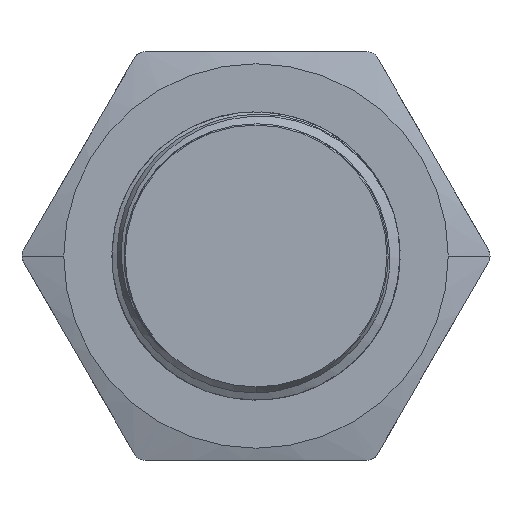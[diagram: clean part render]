
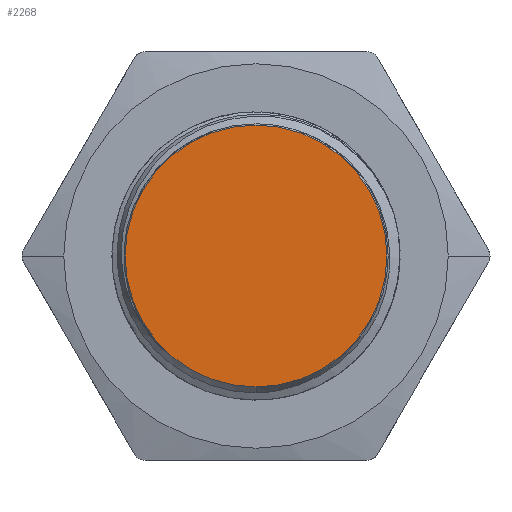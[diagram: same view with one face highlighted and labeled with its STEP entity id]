
A CAD part, front view. The second image highlights one B-rep face of the part: STEP entity #2268.
In plain terms, the highlighted planar face has unit normal (0, -1, 0).
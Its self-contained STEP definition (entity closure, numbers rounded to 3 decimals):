
#446=PLANE('',#12157);
#2268=ADVANCED_FACE('',(#3206),#446,.F.);
#3206=FACE_OUTER_BOUND('',#3827,.T.);
#3827=EDGE_LOOP('',(#7468,#7469));
#3878=CIRCLE('',#12153,5.45);
#3879=CIRCLE('',#12155,5.45);
#7468=ORIENTED_EDGE('',*,*,#10450,.F.);
#7469=ORIENTED_EDGE('',*,*,#10452,.F.);
#8656=VERTEX_POINT('',#35607);
#8657=VERTEX_POINT('',#35609);
#10450=EDGE_CURVE('',#8656,#8657,#3878,.T.);
#10452=EDGE_CURVE('',#8657,#8656,#3879,.T.);
#12153=AXIS2_PLACEMENT_3D('',#35608,#13910,#13911);
#12155=AXIS2_PLACEMENT_3D('',#35612,#13915,#13916);
#12157=AXIS2_PLACEMENT_3D('',#35614,#13919,#13920);
#13910=DIRECTION('',(0.,1.,0.));
#13911=DIRECTION('',(0.,0.,-1.));
#13915=DIRECTION('',(0.,1.,0.));
#13916=DIRECTION('',(0.,0.,1.));
#13919=DIRECTION('',(0.,1.,0.));
#13920=DIRECTION('',(-1.,0.,0.));
#35607=CARTESIAN_POINT('',(0.,0.,-5.45));
#35608=CARTESIAN_POINT('',(0.,0.,0.));
#35609=CARTESIAN_POINT('',(0.,0.,5.45));
#35612=CARTESIAN_POINT('',(0.,0.,0.));
#35614=CARTESIAN_POINT('',(0.,0.,0.));
